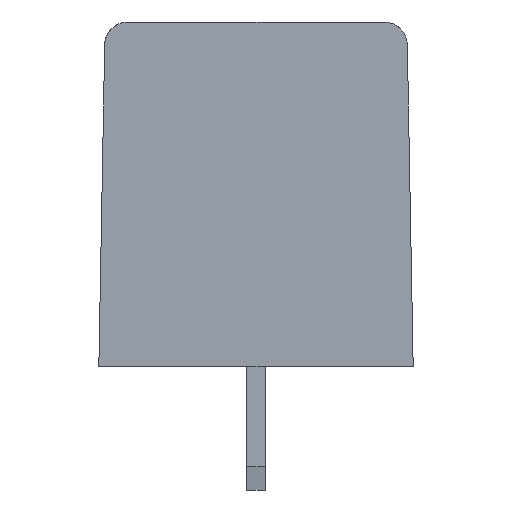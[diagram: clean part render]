
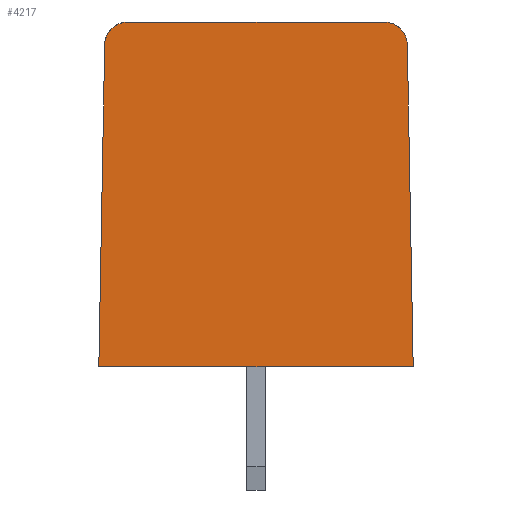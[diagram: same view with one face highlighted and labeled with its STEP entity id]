
A CAD part, left-side view. The second image highlights one B-rep face of the part: STEP entity #4217.
In plain terms, the highlighted planar face has unit normal (-1, 0, 0).
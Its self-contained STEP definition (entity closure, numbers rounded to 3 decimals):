
#4085 = VERTEX_POINT('',#4086);
#4086 = CARTESIAN_POINT('',(-0.375,5.5,14.8));
#4092 = EDGE_CURVE('',#4085,#4093,#4095,.T.);
#4093 = VERTEX_POINT('',#4094);
#4094 = CARTESIAN_POINT('',(-0.375,-5.5,14.8));
#4095 = LINE('',#4096,#4097);
#4096 = CARTESIAN_POINT('',(-0.375,6.75,14.8));
#4097 = VECTOR('',#4098,1.);
#4098 = DIRECTION('',(0.,-1.,0.));
#4132 = VERTEX_POINT('',#4133);
#4133 = CARTESIAN_POINT('',(-0.375,6.5,13.818));
#4139 = EDGE_CURVE('',#4132,#4085,#4140,.T.);
#4140 = CIRCLE('',#4141,1.);
#4141 = AXIS2_PLACEMENT_3D('',#4142,#4143,#4144);
#4142 = CARTESIAN_POINT('',(-0.375,5.5,13.8));
#4143 = DIRECTION('',(1.,0.,0.));
#4144 = DIRECTION('',(0.,1.,0.));
#4198 = EDGE_CURVE('',#4093,#4199,#4201,.T.);
#4199 = VERTEX_POINT('',#4200);
#4200 = CARTESIAN_POINT('',(-0.375,-6.5,13.818));
#4201 = CIRCLE('',#4202,1.);
#4202 = AXIS2_PLACEMENT_3D('',#4203,#4204,#4205);
#4203 = CARTESIAN_POINT('',(-0.375,-5.5,13.8));
#4204 = DIRECTION('',(1.,0.,0.));
#4205 = DIRECTION('',(0.,1.,0.));
#4217 = ADVANCED_FACE('',(#4218),#4245,.T.);
#4218 = FACE_BOUND('',#4219,.T.);
#4219 = EDGE_LOOP('',(#4220,#4228,#4236,#4242,#4243,#4244));
#4220 = ORIENTED_EDGE('',*,*,#4221,.F.);
#4221 = EDGE_CURVE('',#4222,#4132,#4224,.T.);
#4222 = VERTEX_POINT('',#4223);
#4223 = CARTESIAN_POINT('',(-0.375,6.75,0.));
#4224 = LINE('',#4225,#4226);
#4225 = CARTESIAN_POINT('',(-0.375,6.625,6.909));
#4226 = VECTOR('',#4227,1.);
#4227 = DIRECTION('',(0.,-0.018,1.));
#4228 = ORIENTED_EDGE('',*,*,#4229,.T.);
#4229 = EDGE_CURVE('',#4222,#4230,#4232,.T.);
#4230 = VERTEX_POINT('',#4231);
#4231 = CARTESIAN_POINT('',(-0.375,-6.75,0.));
#4232 = LINE('',#4233,#4234);
#4233 = CARTESIAN_POINT('',(-0.375,6.75,0.));
#4234 = VECTOR('',#4235,1.);
#4235 = DIRECTION('',(0.,-1.,0.));
#4236 = ORIENTED_EDGE('',*,*,#4237,.F.);
#4237 = EDGE_CURVE('',#4199,#4230,#4238,.T.);
#4238 = LINE('',#4239,#4240);
#4239 = CARTESIAN_POINT('',(-0.375,-6.748,0.122));
#4240 = VECTOR('',#4241,1.);
#4241 = DIRECTION('',(0.,-0.018,-1.));
#4242 = ORIENTED_EDGE('',*,*,#4198,.F.);
#4243 = ORIENTED_EDGE('',*,*,#4092,.F.);
#4244 = ORIENTED_EDGE('',*,*,#4139,.F.);
#4245 = PLANE('',#4246);
#4246 = AXIS2_PLACEMENT_3D('',#4247,#4248,#4249);
#4247 = CARTESIAN_POINT('',(-0.375,6.75,0.));
#4248 = DIRECTION('',(-1.,0.,0.));
#4249 = DIRECTION('',(0.,0.,1.));
